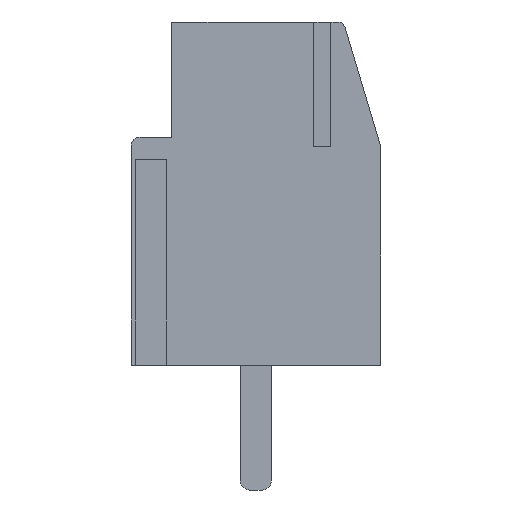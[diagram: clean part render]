
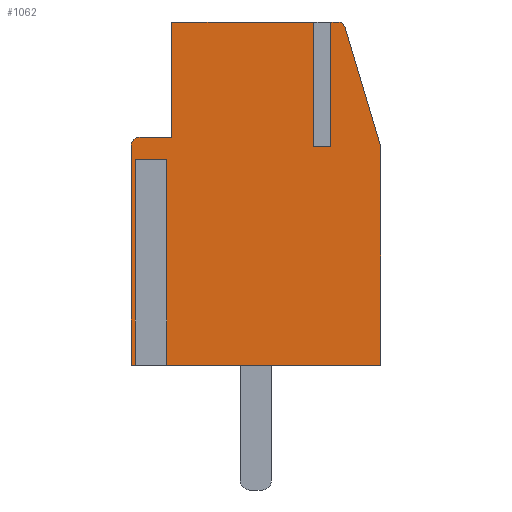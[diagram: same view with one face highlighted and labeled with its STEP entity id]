
A CAD part, left-side view. The second image highlights one B-rep face of the part: STEP entity #1062.
In plain terms, the highlighted planar face has unit normal (-1, 0, 0).
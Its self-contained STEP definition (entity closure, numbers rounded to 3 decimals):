
#1062=ADVANCED_FACE('',(#1713),#1714,.T.);
#1713=FACE_OUTER_BOUND('',#3460,.T.);
#1714=PLANE('',#3461);
#3460=EDGE_LOOP('',(#4530,#4531,#4532,#4533,#4534,#4535,#4536,#4537,#4538,#4539,#4540,#4541,#4542,#4543,#4544,#4545,#4546));
#3461=AXIS2_PLACEMENT_3D('',#4547,#4548,#4549);
#4530=ORIENTED_EDGE('',*,*,#6493,.T.);
#4531=ORIENTED_EDGE('',*,*,#6496,.T.);
#4532=ORIENTED_EDGE('',*,*,#6494,.T.);
#4533=ORIENTED_EDGE('',*,*,#6418,.T.);
#4534=ORIENTED_EDGE('',*,*,#6497,.F.);
#4535=ORIENTED_EDGE('',*,*,#6498,.F.);
#4536=ORIENTED_EDGE('',*,*,#6499,.T.);
#4537=ORIENTED_EDGE('',*,*,#6414,.T.);
#4538=ORIENTED_EDGE('',*,*,#6448,.T.);
#4539=ORIENTED_EDGE('',*,*,#6487,.T.);
#4540=ORIENTED_EDGE('',*,*,#6500,.T.);
#4541=ORIENTED_EDGE('',*,*,#6378,.T.);
#4542=ORIENTED_EDGE('',*,*,#6501,.F.);
#4543=ORIENTED_EDGE('',*,*,#6502,.F.);
#4544=ORIENTED_EDGE('',*,*,#6503,.T.);
#4545=ORIENTED_EDGE('',*,*,#6433,.T.);
#4546=ORIENTED_EDGE('',*,*,#6490,.T.);
#4547=CARTESIAN_POINT('',(-5.0,0.0,0.0));
#4548=DIRECTION('',(-1.0,0.0,0.0));
#4549=DIRECTION('',(0.0,0.0,1.0));
#6378=EDGE_CURVE('',#7930,#7931,#7932,.T.);
#6414=EDGE_CURVE('',#8001,#7999,#8002,.T.);
#6418=EDGE_CURVE('',#8009,#8007,#8010,.T.);
#6433=EDGE_CURVE('',#8036,#8034,#8037,.T.);
#6448=EDGE_CURVE('',#7999,#8060,#8062,.T.);
#6487=EDGE_CURVE('',#8060,#8125,#8127,.T.);
#6490=EDGE_CURVE('',#8034,#8130,#8131,.T.);
#6493=EDGE_CURVE('',#8130,#8133,#8135,.T.);
#6494=EDGE_CURVE('',#8136,#8009,#8137,.T.);
#6496=EDGE_CURVE('',#8133,#8136,#8139,.T.);
#6497=EDGE_CURVE('',#8140,#8007,#8141,.T.);
#6498=EDGE_CURVE('',#8142,#8140,#8143,.T.);
#6499=EDGE_CURVE('',#8142,#8001,#8144,.T.);
#6500=EDGE_CURVE('',#8125,#7930,#8145,.T.);
#6501=EDGE_CURVE('',#8146,#7931,#8147,.T.);
#6502=EDGE_CURVE('',#8148,#8146,#8149,.T.);
#6503=EDGE_CURVE('',#8148,#8036,#8150,.T.);
#7930=VERTEX_POINT('',#9248);
#7931=VERTEX_POINT('',#9249);
#7932=LINE('',#9250,#9251);
#7999=VERTEX_POINT('',#9350);
#8001=VERTEX_POINT('',#9353);
#8002=LINE('',#9354,#9355);
#8007=VERTEX_POINT('',#9362);
#8009=VERTEX_POINT('',#9365);
#8010=LINE('',#9366,#9367);
#8034=VERTEX_POINT('',#9403);
#8036=VERTEX_POINT('',#9406);
#8037=LINE('',#9407,#9408);
#8060=VERTEX_POINT('',#9442);
#8062=LINE('',#9445,#9446);
#8125=VERTEX_POINT('',#9545);
#8127=LINE('',#9548,#9549);
#8130=VERTEX_POINT('',#9554);
#8131=LINE('',#9555,#9556);
#8133=VERTEX_POINT('',#9559);
#8135=LINE('',#9562,#9563);
#8136=VERTEX_POINT('',#9564);
#8137=LINE('',#9565,#9566);
#8139=CIRCLE('',#9569,0.25);
#8140=VERTEX_POINT('',#9570);
#8141=LINE('',#9571,#9572);
#8142=VERTEX_POINT('',#9573);
#8143=LINE('',#9574,#9575);
#8144=LINE('',#9576,#9577);
#8145=CIRCLE('',#9578,0.25);
#8146=VERTEX_POINT('',#9579);
#8147=LINE('',#9580,#9581);
#8148=VERTEX_POINT('',#9582);
#8149=LINE('',#9583,#9584);
#8150=LINE('',#9585,#9586);
#9248=CARTESIAN_POINT('',(-5.0,-2.614,7.35));
#9249=CARTESIAN_POINT('',(-5.0,-2.4,7.35));
#9250=CARTESIAN_POINT('',(-5.0,-2.8,7.35));
#9251=VECTOR('',#10208,1000.0);
#9350=CARTESIAN_POINT('',(-5.0,-4.0,-3.65));
#9353=CARTESIAN_POINT('',(-5.0,3.09,-3.65));
#9354=CARTESIAN_POINT('',(-5.0,4.0,-3.65));
#9355=VECTOR('',#10248,1000.0);
#9362=CARTESIAN_POINT('',(-5.0,3.64,-3.65));
#9365=CARTESIAN_POINT('',(-5.0,4.0,-3.65));
#9366=CARTESIAN_POINT('',(-5.0,4.0,-3.65));
#9367=VECTOR('',#10252,1000.0);
#9403=CARTESIAN_POINT('',(-5.0,2.7,7.35));
#9406=CARTESIAN_POINT('',(-5.0,-1.85,7.35));
#9407=CARTESIAN_POINT('',(-5.0,-2.8,7.35));
#9408=VECTOR('',#10269,1000.0);
#9442=CARTESIAN_POINT('',(-5.0,-4.0,3.35));
#9445=CARTESIAN_POINT('',(-5.0,-4.0,-3.65));
#9446=VECTOR('',#10288,1000.0);
#9545=CARTESIAN_POINT('',(-5.0,-2.853,7.172));
#9548=CARTESIAN_POINT('',(-5.0,-4.0,3.35));
#9549=VECTOR('',#10329,1000.0);
#9554=CARTESIAN_POINT('',(-5.0,2.7,3.65));
#9555=CARTESIAN_POINT('',(-5.0,2.7,7.35));
#9556=VECTOR('',#10332,1000.0);
#9559=CARTESIAN_POINT('',(-5.0,3.75,3.65));
#9562=CARTESIAN_POINT('',(-5.0,2.7,3.65));
#9563=VECTOR('',#10335,1000.0);
#9564=CARTESIAN_POINT('',(-5.0,4.0,3.4));
#9565=CARTESIAN_POINT('',(-5.0,4.0,3.65));
#9566=VECTOR('',#10336,1000.0);
#9569=AXIS2_PLACEMENT_3D('',#10338,#10339,#10340);
#9570=CARTESIAN_POINT('',(-5.0,3.64,2.95));
#9571=CARTESIAN_POINT('',(-5.0,3.64,2.95));
#9572=VECTOR('',#10341,1000.0);
#9573=CARTESIAN_POINT('',(-5.0,3.09,2.95));
#9574=CARTESIAN_POINT('',(-5.0,3.09,2.95));
#9575=VECTOR('',#10342,1000.0);
#9576=CARTESIAN_POINT('',(-5.0,3.09,2.95));
#9577=VECTOR('',#10343,1000.0);
#9578=AXIS2_PLACEMENT_3D('',#10344,#10345,#10346);
#9579=CARTESIAN_POINT('',(-5.0,-2.4,3.35));
#9580=CARTESIAN_POINT('',(-5.0,-2.4,3.35));
#9581=VECTOR('',#10347,1000.0);
#9582=CARTESIAN_POINT('',(-5.0,-1.85,3.35));
#9583=CARTESIAN_POINT('',(-5.0,-1.85,3.35));
#9584=VECTOR('',#10348,1000.0);
#9585=CARTESIAN_POINT('',(-5.0,-1.85,3.35));
#9586=VECTOR('',#10349,1000.0);
#10208=DIRECTION('',(0.0,1.0,0.0));
#10248=DIRECTION('',(0.0,-1.0,0.0));
#10252=DIRECTION('',(0.0,-1.0,0.0));
#10269=DIRECTION('',(0.0,1.0,0.0));
#10288=DIRECTION('',(0.0,0.0,1.0));
#10329=DIRECTION('',(0.0,0.287,0.958));
#10332=DIRECTION('',(0.0,0.,-1.0));
#10335=DIRECTION('',(0.0,1.0,0.0));
#10336=DIRECTION('',(0.0,0.,-1.0));
#10338=CARTESIAN_POINT('',(-5.0,3.75,3.4));
#10339=DIRECTION('',(-1.0,0.0,0.0));
#10340=DIRECTION('',(0.0,0.0,1.0));
#10341=DIRECTION('',(0.0,0.0,-1.0));
#10342=DIRECTION('',(0.0,1.0,0.0));
#10343=DIRECTION('',(0.0,0.0,-1.0));
#10344=CARTESIAN_POINT('',(-5.0,-2.614,7.1));
#10345=DIRECTION('',(-1.0,0.0,0.0));
#10346=DIRECTION('',(0.0,0.0,1.0));
#10347=DIRECTION('',(0.0,0.0,1.0));
#10348=DIRECTION('',(0.0,-1.0,0.0));
#10349=DIRECTION('',(0.0,0.0,1.0));
